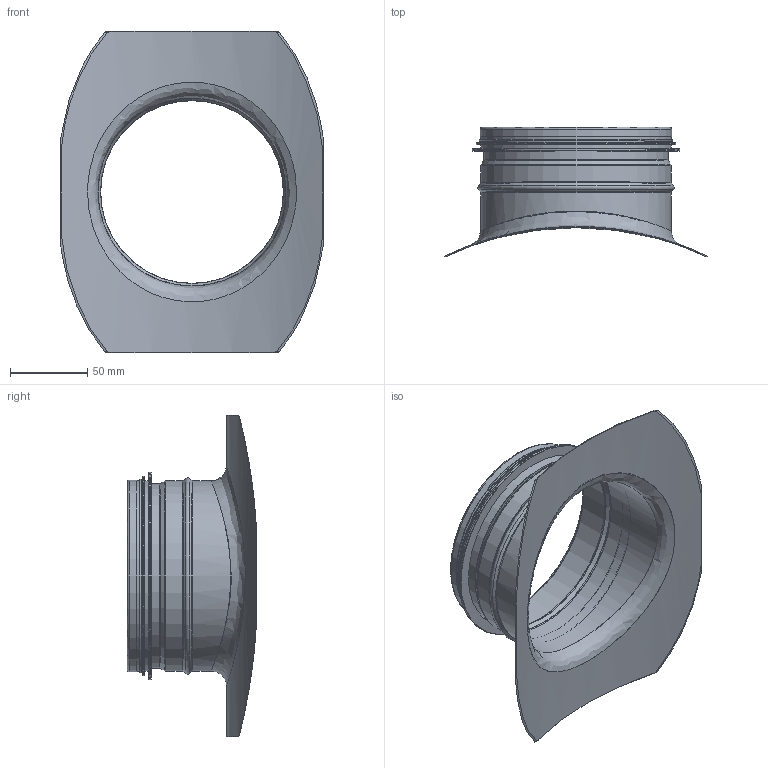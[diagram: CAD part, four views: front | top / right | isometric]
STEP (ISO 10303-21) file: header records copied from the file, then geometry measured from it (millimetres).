
FILE_DESCRIPTION((''),'2;1');
FILE_NAME('HPS_400-125.stp','2014-02-24T07:55:03',(''),(''),'Autodesk Inventor 2013','Autodesk Inventor 2013','');
FILE_SCHEMA(('AUTOMOTIVE_DESIGN { 1 2 10303 214 0 1 1 1 }'));
Length unit declared in the file: millimetre
Products named in the file (3): HPS_400-125; HPSRörämne_400-125; 999004
Assembly tree (2 placements, depth 2):
  HPS_400-125
    HPSRörämne_400-125
    999004
Bounding box: 170 x 83.83 x 208 mm (x, y, z)
Volume: 41484.3 mm3; surface area: 119761.5 mm2
Topology: 2 solids, 2 shells, 56 faces, 118 edges, 70 vertices
Faces by surface type: cylinder 23, torus 15, plane 10, cone 6, bspline 2
Full cylindrical faces by diameter (mm): 118.25 x1, 119.25 x1, 120.45 x1, 122.05 x1, 123.05 x6, 124.05 x1, 129.45 x1, 134.45 x1
Entity records: 2033 total; most frequent: CARTESIAN_POINT 824, DIRECTION 228, ORIENTED_EDGE 166, AXIS2_PLACEMENT_3D 108, EDGE_LOOP 98, EDGE_CURVE 83, VERTEX_POINT 69, STYLED_ITEM 58
